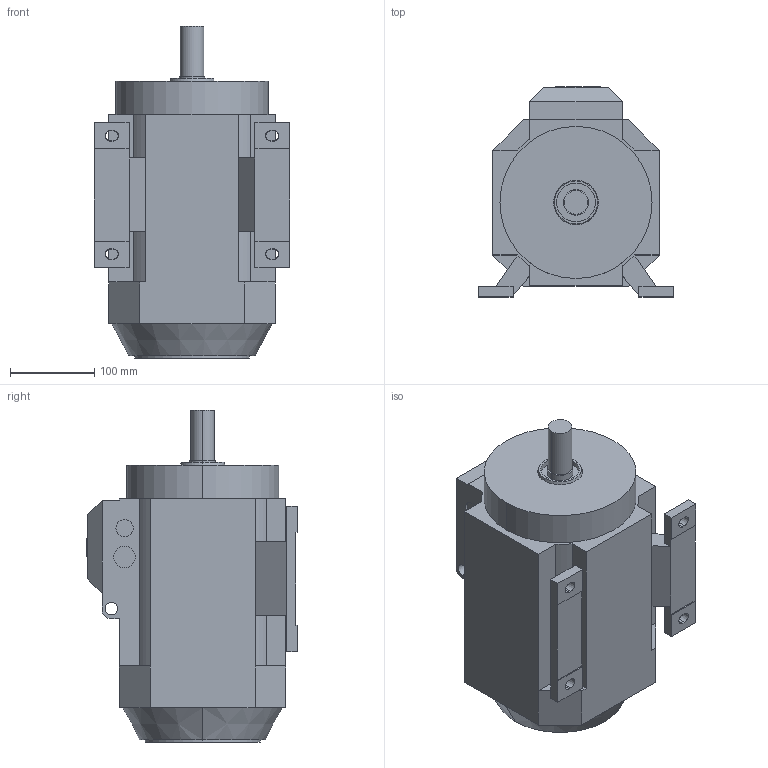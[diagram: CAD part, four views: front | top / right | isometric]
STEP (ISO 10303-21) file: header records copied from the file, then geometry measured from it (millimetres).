
FILE_DESCRIPTION(/* description */ (''),/* implementation_level */ '2;1');
FILE_NAME(/* name */ 'M2AA IE2 112 B3.stp',/* time_stamp */ '2015-06-30T08:05:04+02:00',/* author */ (''),/* organization */ (''),/* preprocessor_version */ 'ST-DEVELOPER v14',/* originating_system */ 'SIEMENS PLM Software NX 8.0',/* authorisation */ '');
FILE_SCHEMA (('AUTOMOTIVE_DESIGN { 1 0 10303 214 3 1 1 1 }'));
Length unit declared in the file: millimetre
Products named in the file (1): A1.4732 3D A2.4322_igs
Bounding box: 231 x 248.75 x 393 mm (x, y, z)
Volume: 10920727.4 mm3; surface area: 361604.1 mm2
Topology: 1 solids, 1 shells, 200 faces, 504 edges, 330 vertices
Faces by surface type: plane 146, cylinder 32, cone 12, bspline 10
Entity records: 6024 total; most frequent: CARTESIAN_POINT 1141, ORIENTED_EDGE 1008, DIRECTION 954, EDGE_CURVE 504, LINE 396, VECTOR 396, VERTEX_POINT 330, AXIS2_PLACEMENT_3D 279
